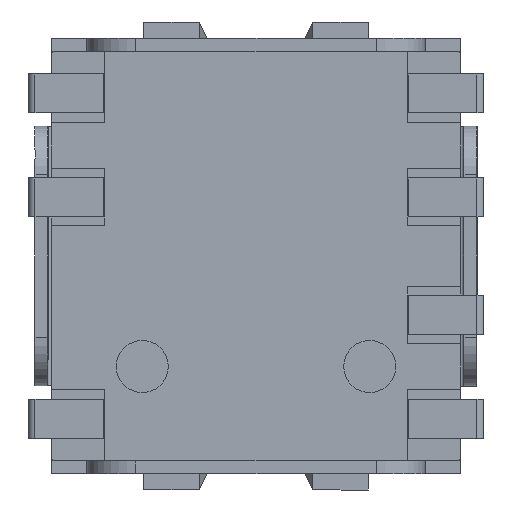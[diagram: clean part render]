
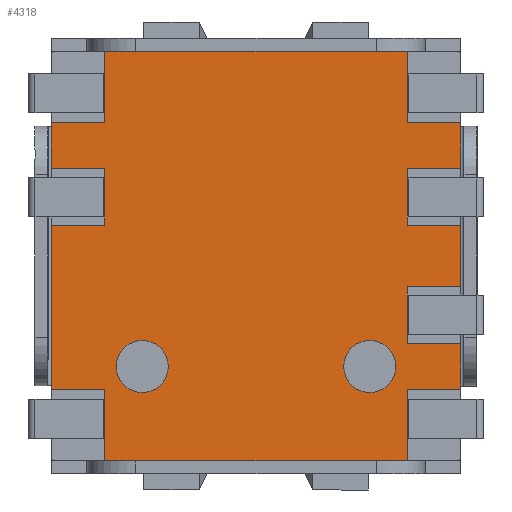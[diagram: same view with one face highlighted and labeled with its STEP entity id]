
A CAD part, front view. The second image highlights one B-rep face of the part: STEP entity #4318.
In plain terms, the highlighted face is planar.
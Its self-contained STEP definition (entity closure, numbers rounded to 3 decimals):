
#94=FACE_BOUND('',#612,.T.);
#95=FACE_BOUND('',#613,.T.);
#173=PLANE('',#4700);
#367=FACE_OUTER_BOUND('',#611,.T.);
#611=EDGE_LOOP('',(#3267,#3268,#3269,#3270,#3271,#3272,#3273,#3274,#3275,
#3276,#3277,#3278,#3279,#3280,#3281,#3282,#3283,#3284,#3285,#3286,#3287,
#3288,#3289,#3290));
#612=EDGE_LOOP('',(#3291));
#613=EDGE_LOOP('',(#3292));
#849=LINE('',#6284,#1355);
#853=LINE('',#6292,#1359);
#857=LINE('',#6300,#1363);
#887=LINE('',#6368,#1393);
#891=LINE('',#6376,#1397);
#931=LINE('',#6461,#1437);
#934=LINE('',#6467,#1440);
#937=LINE('',#6472,#1443);
#939=LINE('',#6477,#1445);
#941=LINE('',#6481,#1447);
#943=LINE('',#6485,#1449);
#945=LINE('',#6489,#1451);
#947=LINE('',#6493,#1453);
#950=LINE('',#6499,#1456);
#953=LINE('',#6504,#1459);
#955=LINE('',#6509,#1461);
#958=LINE('',#6515,#1464);
#961=LINE('',#6520,#1467);
#963=LINE('',#6525,#1469);
#965=LINE('',#6529,#1471);
#967=LINE('',#6534,#1473);
#970=LINE('',#6538,#1476);
#971=LINE('',#6540,#1477);
#974=LINE('',#6544,#1480);
#1355=VECTOR('',#5081,10.);
#1359=VECTOR('',#5085,10.);
#1363=VECTOR('',#5089,10.);
#1393=VECTOR('',#5137,10.);
#1397=VECTOR('',#5141,10.);
#1437=VECTOR('',#5231,10.);
#1440=VECTOR('',#5236,10.);
#1443=VECTOR('',#5241,10.);
#1445=VECTOR('',#5247,10.);
#1447=VECTOR('',#5251,10.);
#1449=VECTOR('',#5255,10.);
#1451=VECTOR('',#5259,10.);
#1453=VECTOR('',#5263,10.);
#1456=VECTOR('',#5268,10.);
#1459=VECTOR('',#5273,10.);
#1461=VECTOR('',#5279,10.);
#1464=VECTOR('',#5284,10.);
#1467=VECTOR('',#5289,10.);
#1469=VECTOR('',#5295,10.);
#1471=VECTOR('',#5299,10.);
#1473=VECTOR('',#5303,10.);
#1476=VECTOR('',#5308,10.);
#1477=VECTOR('',#5311,10.);
#1480=VECTOR('',#5316,10.);
#1796=CIRCLE('',#4616,0.4);
#1798=CIRCLE('',#4620,0.4);
#1885=VERTEX_POINT('',#6134);
#1887=VERTEX_POINT('',#6141);
#1938=VERTEX_POINT('',#6281);
#1939=VERTEX_POINT('',#6283);
#1942=VERTEX_POINT('',#6289);
#1943=VERTEX_POINT('',#6291);
#1946=VERTEX_POINT('',#6297);
#1947=VERTEX_POINT('',#6299);
#1975=VERTEX_POINT('',#6365);
#1976=VERTEX_POINT('',#6367);
#1979=VERTEX_POINT('',#6373);
#1980=VERTEX_POINT('',#6375);
#2000=VERTEX_POINT('',#6460);
#2002=VERTEX_POINT('',#6466);
#2004=VERTEX_POINT('',#6476);
#2005=VERTEX_POINT('',#6480);
#2006=VERTEX_POINT('',#6484);
#2007=VERTEX_POINT('',#6488);
#2008=VERTEX_POINT('',#6492);
#2010=VERTEX_POINT('',#6498);
#2012=VERTEX_POINT('',#6508);
#2014=VERTEX_POINT('',#6514);
#2016=VERTEX_POINT('',#6524);
#2017=VERTEX_POINT('',#6528);
#2018=VERTEX_POINT('',#6532);
#2019=VERTEX_POINT('',#6533);
#2284=EDGE_CURVE('',#1885,#1885,#1796,.T.);
#2287=EDGE_CURVE('',#1887,#1887,#1798,.T.);
#2354=EDGE_CURVE('',#1938,#1939,#849,.T.);
#2358=EDGE_CURVE('',#1942,#1943,#853,.T.);
#2362=EDGE_CURVE('',#1946,#1947,#857,.T.);
#2396=EDGE_CURVE('',#1975,#1976,#887,.T.);
#2400=EDGE_CURVE('',#1979,#1980,#891,.T.);
#2442=EDGE_CURVE('',#2000,#1943,#931,.T.);
#2445=EDGE_CURVE('',#2002,#2000,#934,.T.);
#2448=EDGE_CURVE('',#1946,#2002,#937,.T.);
#2450=EDGE_CURVE('',#1975,#2004,#939,.T.);
#2452=EDGE_CURVE('',#2004,#2005,#941,.T.);
#2454=EDGE_CURVE('',#2006,#1947,#943,.T.);
#2456=EDGE_CURVE('',#2007,#2006,#945,.T.);
#2458=EDGE_CURVE('',#1942,#2008,#947,.T.);
#2461=EDGE_CURVE('',#2010,#1939,#950,.T.);
#2464=EDGE_CURVE('',#2008,#2010,#953,.T.);
#2466=EDGE_CURVE('',#1979,#2012,#955,.T.);
#2469=EDGE_CURVE('',#2014,#1976,#958,.T.);
#2472=EDGE_CURVE('',#2012,#2014,#961,.T.);
#2474=EDGE_CURVE('',#2016,#1980,#963,.T.);
#2476=EDGE_CURVE('',#2017,#2016,#965,.T.);
#2478=EDGE_CURVE('',#2018,#2019,#967,.T.);
#2481=EDGE_CURVE('',#1938,#2018,#970,.T.);
#2482=EDGE_CURVE('',#2007,#2005,#971,.T.);
#2485=EDGE_CURVE('',#2017,#2019,#974,.T.);
#3267=ORIENTED_EDGE('',*,*,#2448,.T.);
#3268=ORIENTED_EDGE('',*,*,#2445,.T.);
#3269=ORIENTED_EDGE('',*,*,#2442,.T.);
#3270=ORIENTED_EDGE('',*,*,#2358,.F.);
#3271=ORIENTED_EDGE('',*,*,#2458,.T.);
#3272=ORIENTED_EDGE('',*,*,#2464,.T.);
#3273=ORIENTED_EDGE('',*,*,#2461,.T.);
#3274=ORIENTED_EDGE('',*,*,#2354,.F.);
#3275=ORIENTED_EDGE('',*,*,#2481,.T.);
#3276=ORIENTED_EDGE('',*,*,#2478,.T.);
#3277=ORIENTED_EDGE('',*,*,#2485,.F.);
#3278=ORIENTED_EDGE('',*,*,#2476,.T.);
#3279=ORIENTED_EDGE('',*,*,#2474,.T.);
#3280=ORIENTED_EDGE('',*,*,#2400,.F.);
#3281=ORIENTED_EDGE('',*,*,#2466,.T.);
#3282=ORIENTED_EDGE('',*,*,#2472,.T.);
#3283=ORIENTED_EDGE('',*,*,#2469,.T.);
#3284=ORIENTED_EDGE('',*,*,#2396,.F.);
#3285=ORIENTED_EDGE('',*,*,#2450,.T.);
#3286=ORIENTED_EDGE('',*,*,#2452,.T.);
#3287=ORIENTED_EDGE('',*,*,#2482,.F.);
#3288=ORIENTED_EDGE('',*,*,#2456,.T.);
#3289=ORIENTED_EDGE('',*,*,#2454,.T.);
#3290=ORIENTED_EDGE('',*,*,#2362,.F.);
#3291=ORIENTED_EDGE('',*,*,#2284,.T.);
#3292=ORIENTED_EDGE('',*,*,#2287,.T.);
#4318=ADVANCED_FACE('',(#367,#94,#95),#173,.F.);
#4616=AXIS2_PLACEMENT_3D('',#6136,#4958,#4959);
#4620=AXIS2_PLACEMENT_3D('',#6143,#4967,#4968);
#4700=AXIS2_PLACEMENT_3D('',#6545,#5317,#5318);
#4958=DIRECTION('center_axis',(0.,0.,1.));
#4959=DIRECTION('ref_axis',(-1.,0.,0.));
#4967=DIRECTION('center_axis',(0.,0.,1.));
#4968=DIRECTION('ref_axis',(-1.,0.,0.));
#5081=DIRECTION('',(-1.,0.,0.));
#5085=DIRECTION('',(-1.,0.,0.));
#5089=DIRECTION('',(-1.,0.,0.));
#5137=DIRECTION('',(1.,0.,0.));
#5141=DIRECTION('',(1.,0.,0.));
#5231=DIRECTION('',(0.,1.,0.));
#5236=DIRECTION('',(1.,0.,0.));
#5241=DIRECTION('',(0.,-1.,0.));
#5247=DIRECTION('',(0.,1.,0.));
#5251=DIRECTION('',(-1.,0.,0.));
#5255=DIRECTION('',(0.,1.,0.));
#5259=DIRECTION('',(1.,0.,0.));
#5263=DIRECTION('',(0.,-1.,0.));
#5268=DIRECTION('',(0.,1.,0.));
#5273=DIRECTION('',(1.,0.,0.));
#5279=DIRECTION('',(0.,1.,0.));
#5284=DIRECTION('',(0.,-1.,0.));
#5289=DIRECTION('',(-1.,0.,0.));
#5295=DIRECTION('',(0.,-1.,0.));
#5299=DIRECTION('',(-1.,0.,0.));
#5303=DIRECTION('',(1.,0.,0.));
#5308=DIRECTION('',(0.,-1.,0.));
#5311=DIRECTION('',(0.,-1.,0.));
#5316=DIRECTION('',(0.,1.,0.));
#5317=DIRECTION('center_axis',(0.,0.,1.));
#5318=DIRECTION('ref_axis',(1.,0.,0.));
#6134=CARTESIAN_POINT('',(-1.3,1.75,0.));
#6136=CARTESIAN_POINT('Origin',(-1.7,1.75,0.));
#6141=CARTESIAN_POINT('',(-1.3,-1.75,0.));
#6143=CARTESIAN_POINT('Origin',(-1.7,-1.75,0.));
#6281=CARTESIAN_POINT('',(2.05,3.15,0.));
#6283=CARTESIAN_POINT('',(1.35,3.15,0.));
#6284=CARTESIAN_POINT('',(3.15,3.15,0.));
#6289=CARTESIAN_POINT('',(0.475,3.15,0.));
#6291=CARTESIAN_POINT('',(-0.475,3.15,0.));
#6292=CARTESIAN_POINT('',(3.15,3.15,0.));
#6297=CARTESIAN_POINT('',(-1.35,3.15,0.));
#6299=CARTESIAN_POINT('',(-2.05,3.15,0.));
#6300=CARTESIAN_POINT('',(3.15,3.15,0.));
#6365=CARTESIAN_POINT('',(-2.05,-3.15,0.));
#6367=CARTESIAN_POINT('',(0.475,-3.15,0.));
#6368=CARTESIAN_POINT('',(-3.15,-3.15,0.));
#6373=CARTESIAN_POINT('',(1.35,-3.15,0.));
#6375=CARTESIAN_POINT('',(2.05,-3.15,0.));
#6376=CARTESIAN_POINT('',(-3.15,-3.15,0.));
#6460=CARTESIAN_POINT('',(-0.475,2.325,0.));
#6461=CARTESIAN_POINT('',(-0.475,1.163,0.));
#6466=CARTESIAN_POINT('',(-1.35,2.325,0.));
#6467=CARTESIAN_POINT('',(-0.675,2.325,0.));
#6472=CARTESIAN_POINT('',(-1.35,1.575,0.));
#6476=CARTESIAN_POINT('',(-2.05,-2.325,0.));
#6477=CARTESIAN_POINT('',(-2.05,-1.575,0.));
#6480=CARTESIAN_POINT('',(-3.15,-2.325,0.));
#6481=CARTESIAN_POINT('',(-1.025,-2.325,0.));
#6484=CARTESIAN_POINT('',(-2.05,2.325,0.));
#6485=CARTESIAN_POINT('',(-2.05,1.163,0.));
#6488=CARTESIAN_POINT('',(-3.15,2.325,0.));
#6489=CARTESIAN_POINT('',(-1.575,2.325,0.));
#6492=CARTESIAN_POINT('',(0.475,2.325,0.));
#6493=CARTESIAN_POINT('',(0.475,1.575,0.));
#6498=CARTESIAN_POINT('',(1.35,2.325,0.));
#6499=CARTESIAN_POINT('',(1.35,1.163,0.));
#6504=CARTESIAN_POINT('',(0.238,2.325,0.));
#6508=CARTESIAN_POINT('',(1.35,-2.325,0.));
#6509=CARTESIAN_POINT('',(1.35,-1.575,0.));
#6514=CARTESIAN_POINT('',(0.475,-2.325,0.));
#6515=CARTESIAN_POINT('',(0.475,-1.163,0.));
#6520=CARTESIAN_POINT('',(0.675,-2.325,0.));
#6524=CARTESIAN_POINT('',(2.05,-2.325,0.));
#6525=CARTESIAN_POINT('',(2.05,-1.163,0.));
#6528=CARTESIAN_POINT('',(3.15,-2.325,0.));
#6529=CARTESIAN_POINT('',(1.575,-2.325,0.));
#6532=CARTESIAN_POINT('',(2.05,2.325,0.));
#6533=CARTESIAN_POINT('',(3.15,2.325,0.));
#6534=CARTESIAN_POINT('',(1.025,2.325,0.));
#6538=CARTESIAN_POINT('',(2.05,1.575,0.));
#6540=CARTESIAN_POINT('',(-3.15,3.15,0.));
#6544=CARTESIAN_POINT('',(3.15,-3.15,0.));
#6545=CARTESIAN_POINT('Origin',(0.,0.,
0.));
